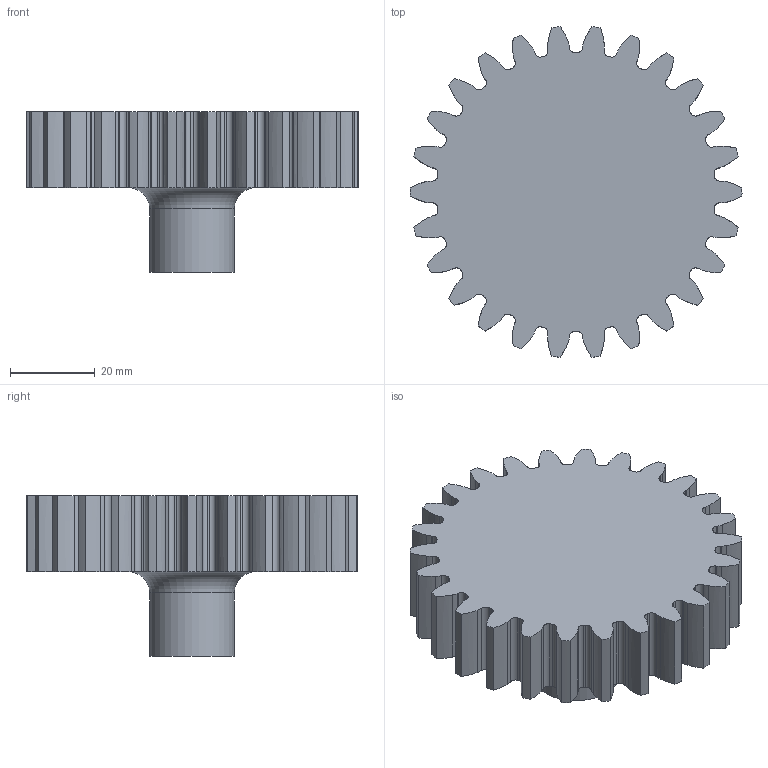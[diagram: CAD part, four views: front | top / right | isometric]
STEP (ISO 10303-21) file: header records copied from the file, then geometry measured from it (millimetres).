
FILE_DESCRIPTION(('FreeCAD Model'),'2;1');
FILE_NAME('Open CASCADE Shape Model','2025-10-01T12:03:20',(''),(''), 'Open CASCADE STEP processor 7.8','FreeCAD','Unknown');
FILE_SCHEMA(('AUTOMOTIVE_DESIGN { 1 0 10303 214 1 1 1 1 }'));
Length unit declared in the file: millimetre
Products named in the file (2): Sun001; Body003
Assembly tree (1 placements, depth 2):
  Sun001
    Body003
Bounding box: 78.4 x 78.05 x 38 mm (x, y, z)
Volume: 80563.4 mm3; surface area: 17519 mm2
Topology: 1 solids, 1 shells, 267 faces, 788 edges, 525 vertices
Faces by surface type: cylinder 106, extrusion 104, plane 56, torus 1
Full cylindrical faces by diameter (mm): 4 x1, 20 x1
Entity records: 9488 total; most frequent: CARTESIAN_POINT 2518, ORIENTED_EDGE 1576, DIRECTION 1228, EDGE_CURVE 788, VERTEX_POINT 525, VECTOR 470, AXIS2_PLACEMENT_3D 379, LINE 366
